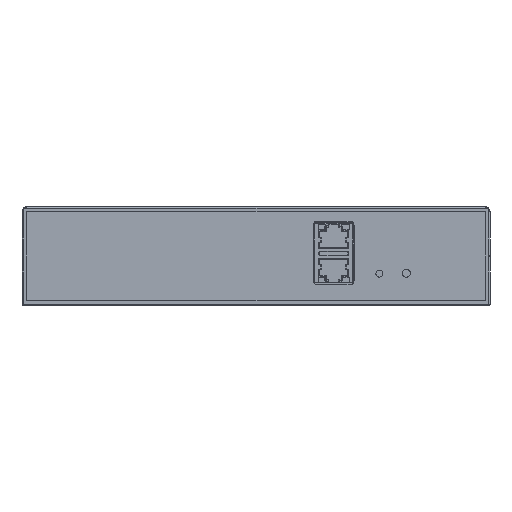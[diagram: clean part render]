
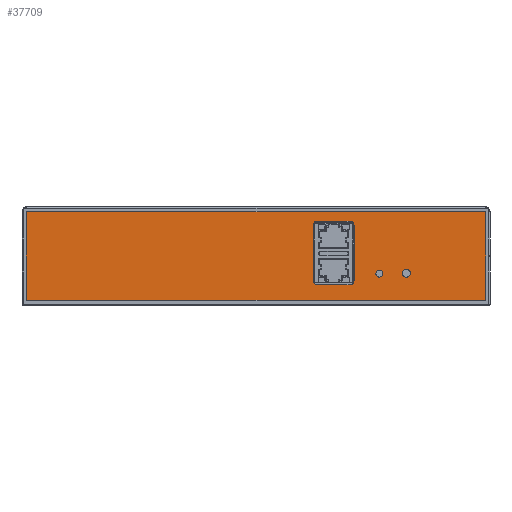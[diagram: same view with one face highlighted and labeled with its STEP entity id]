
A CAD part, front view. The second image highlights one B-rep face of the part: STEP entity #37709.
In plain terms, the highlighted planar face has unit normal (0, -1, 0).
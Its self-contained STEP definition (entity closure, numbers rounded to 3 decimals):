
#310=FACE_BOUND('',#13778,.T.);
#311=FACE_BOUND('',#13779,.T.);
#312=FACE_BOUND('',#13780,.T.);
#4078=LINE('',#58992,#8619);
#4261=LINE('',#59588,#8802);
#4277=LINE('',#59628,#8818);
#4857=LINE('',#61700,#9398);
#5124=LINE('',#62967,#9665);
#5128=LINE('',#62986,#9669);
#5132=LINE('',#62996,#9673);
#5134=LINE('',#63021,#9675);
#8619=VECTOR('',#47431,10.);
#8802=VECTOR('',#47984,10.);
#8818=VECTOR('',#48012,10.);
#9398=VECTOR('',#49516,10.);
#9665=VECTOR('',#50061,10.);
#9669=VECTOR('',#50083,10.);
#9673=VECTOR('',#50095,10.);
#9675=VECTOR('',#50111,10.);
#11684=FACE_OUTER_BOUND('',#13777,.T.);
#13777=EDGE_LOOP('',(#33802,#33803,#33804,#33805,#33806,#33807,#33808,#33809));
#13778=EDGE_LOOP('',(#33810,#33811,#33812,#33813,#33814,#33815,#33816,#33817));
#13779=EDGE_LOOP('',(#33818));
#13780=EDGE_LOOP('',(#33819));
#14372=CIRCLE('',#39754,1.7);
#14494=CIRCLE('',#40113,1.7);
#14547=CIRCLE('',#40347,2.);
#14549=CIRCLE('',#40351,2.);
#14550=CIRCLE('',#40354,1.5);
#14552=CIRCLE('',#40357,1.7);
#14554=CIRCLE('',#40360,1.7);
#14555=CIRCLE('',#40363,1.7);
#14556=CIRCLE('',#40367,2.);
#14558=CIRCLE('',#40370,2.);
#17055=VERTEX_POINT('',#58989);
#17056=VERTEX_POINT('',#58991);
#17203=VERTEX_POINT('',#59585);
#17204=VERTEX_POINT('',#59587);
#17221=VERTEX_POINT('',#59625);
#17222=VERTEX_POINT('',#59627);
#17656=VERTEX_POINT('',#61696);
#17658=VERTEX_POINT('',#61699);
#17876=VERTEX_POINT('',#62931);
#17877=VERTEX_POINT('',#62933);
#17880=VERTEX_POINT('',#62944);
#17881=VERTEX_POINT('',#62946);
#17883=VERTEX_POINT('',#62965);
#17884=VERTEX_POINT('',#62969);
#17886=VERTEX_POINT('',#62975);
#17888=VERTEX_POINT('',#62981);
#17889=VERTEX_POINT('',#62985);
#17891=VERTEX_POINT('',#62995);
#21839=EDGE_CURVE('',#17056,#17055,#4078,.T.);
#22102=EDGE_CURVE('',#17204,#17203,#4261,.T.);
#22120=EDGE_CURVE('',#17222,#17221,#4277,.T.);
#22125=EDGE_CURVE('',#17056,#17221,#14372,.T.);
#22734=EDGE_CURVE('',#17222,#17203,#14494,.T.);
#22870=EDGE_CURVE('',#17656,#17658,#4857,.T.);
#23199=EDGE_CURVE('',#17876,#17877,#14547,.T.);
#23206=EDGE_CURVE('',#17880,#17881,#14549,.T.);
#23210=EDGE_CURVE('',#17883,#17880,#5124,.T.);
#23211=EDGE_CURVE('',#17884,#17884,#14550,.T.);
#23214=EDGE_CURVE('',#17886,#17886,#14552,.T.);
#23217=EDGE_CURVE('',#17204,#17888,#14554,.T.);
#23219=EDGE_CURVE('',#17889,#17888,#5128,.T.);
#23221=EDGE_CURVE('',#17889,#17055,#14555,.T.);
#23224=EDGE_CURVE('',#17877,#17891,#5132,.T.);
#23227=EDGE_CURVE('',#17658,#17883,#14556,.T.);
#23229=EDGE_CURVE('',#17891,#17656,#14558,.T.);
#23231=EDGE_CURVE('',#17881,#17876,#5134,.T.);
#33802=ORIENTED_EDGE('',*,*,#23206,.F.);
#33803=ORIENTED_EDGE('',*,*,#23210,.F.);
#33804=ORIENTED_EDGE('',*,*,#23227,.F.);
#33805=ORIENTED_EDGE('',*,*,#22870,.F.);
#33806=ORIENTED_EDGE('',*,*,#23229,.F.);
#33807=ORIENTED_EDGE('',*,*,#23224,.F.);
#33808=ORIENTED_EDGE('',*,*,#23199,.F.);
#33809=ORIENTED_EDGE('',*,*,#23231,.F.);
#33810=ORIENTED_EDGE('',*,*,#23219,.T.);
#33811=ORIENTED_EDGE('',*,*,#23217,.F.);
#33812=ORIENTED_EDGE('',*,*,#22102,.T.);
#33813=ORIENTED_EDGE('',*,*,#22734,.F.);
#33814=ORIENTED_EDGE('',*,*,#22120,.T.);
#33815=ORIENTED_EDGE('',*,*,#22125,.F.);
#33816=ORIENTED_EDGE('',*,*,#21839,.T.);
#33817=ORIENTED_EDGE('',*,*,#23221,.F.);
#33818=ORIENTED_EDGE('',*,*,#23211,.T.);
#33819=ORIENTED_EDGE('',*,*,#23214,.T.);
#35750=PLANE('',#40372);
#37709=ADVANCED_FACE('',(#11684,#310,#311,#312),#35750,.F.);
#39754=AXIS2_PLACEMENT_3D('',#59640,#48019,#48020);
#40113=AXIS2_PLACEMENT_3D('',#61424,#49207,#49208);
#40347=AXIS2_PLACEMENT_3D('',#62934,#50042,#50043);
#40351=AXIS2_PLACEMENT_3D('',#62947,#50055,#50056);
#40354=AXIS2_PLACEMENT_3D('',#62970,#50064,#50065);
#40357=AXIS2_PLACEMENT_3D('',#62976,#50071,#50072);
#40360=AXIS2_PLACEMENT_3D('',#62982,#50078,#50079);
#40363=AXIS2_PLACEMENT_3D('',#62989,#50087,#50088);
#40367=AXIS2_PLACEMENT_3D('',#63007,#50099,#50100);
#40370=AXIS2_PLACEMENT_3D('',#63010,#50105,#50106);
#40372=AXIS2_PLACEMENT_3D('',#63020,#50109,#50110);
#47431=DIRECTION('',(0.,0.,1.));
#47984=DIRECTION('',(0.,0.,-1.));
#48012=DIRECTION('',(-1.,0.,0.));
#48019=DIRECTION('center_axis',(0.,-1.,0.));
#48020=DIRECTION('ref_axis',(-0.707,0.,-0.707));
#49207=DIRECTION('center_axis',(0.,-1.,0.));
#49208=DIRECTION('ref_axis',(0.707,0.,-0.707));
#49516=DIRECTION('',(1.,0.,0.));
#50042=DIRECTION('center_axis',(0.,1.,0.));
#50043=DIRECTION('ref_axis',(-0.707,0.,-0.707));
#50055=DIRECTION('center_axis',(0.,1.,0.));
#50056=DIRECTION('ref_axis',(0.707,0.,-0.707));
#50061=DIRECTION('',(0.,0.,-1.));
#50064=DIRECTION('center_axis',(0.,1.,0.));
#50065=DIRECTION('ref_axis',(1.,0.,0.));
#50071=DIRECTION('center_axis',(0.,1.,0.));
#50072=DIRECTION('ref_axis',(1.,0.,0.));
#50078=DIRECTION('center_axis',(0.,-1.,0.));
#50079=DIRECTION('ref_axis',(0.707,0.,0.707));
#50083=DIRECTION('',(1.,0.,0.));
#50087=DIRECTION('center_axis',(0.,-1.,0.));
#50088=DIRECTION('ref_axis',(-0.707,0.,0.707));
#50095=DIRECTION('',(0.,0.,1.));
#50099=DIRECTION('center_axis',(0.,1.,0.));
#50100=DIRECTION('ref_axis',(0.707,0.,0.707));
#50105=DIRECTION('center_axis',(0.,1.,0.));
#50106=DIRECTION('ref_axis',(-0.707,0.,0.707));
#50109=DIRECTION('center_axis',(0.,1.,0.));
#50110=DIRECTION('ref_axis',(1.,0.,0.));
#50111=DIRECTION('',(-1.,0.,0.));
#58989=CARTESIAN_POINT('',(24.5,-58.996,34.245));
#58991=CARTESIAN_POINT('',(24.5,-58.996,10.345));
#58992=CARTESIAN_POINT('',(24.5,-58.996,14.823));
#59585=CARTESIAN_POINT('',(41.9,-58.996,10.345));
#59587=CARTESIAN_POINT('',(41.9,-58.996,34.245));
#59588=CARTESIAN_POINT('',(41.9,-58.996,28.473));
#59625=CARTESIAN_POINT('',(26.2,-58.996,8.645));
#59627=CARTESIAN_POINT('',(40.2,-58.996,8.645));
#59628=CARTESIAN_POINT('',(20.95,-58.996,8.645));
#59640=CARTESIAN_POINT('Origin',(26.2,-58.996,10.345));
#61424=CARTESIAN_POINT('Origin',(40.2,-58.996,10.345));
#61696=CARTESIAN_POINT('',(-97.,-58.996,41.3));
#61699=CARTESIAN_POINT('',(97.,-58.996,41.3));
#61700=CARTESIAN_POINT('',(-99.,-58.996,41.3));
#62931=CARTESIAN_POINT('',(-97.,-58.996,0.7));
#62933=CARTESIAN_POINT('',(-99.,-58.996,2.7));
#62934=CARTESIAN_POINT('Origin',(-97.,-58.996,2.7));
#62944=CARTESIAN_POINT('',(99.,-58.996,2.7));
#62946=CARTESIAN_POINT('',(97.,-58.996,0.7));
#62947=CARTESIAN_POINT('Origin',(97.,-58.996,2.7));
#62965=CARTESIAN_POINT('',(99.,-58.996,39.3));
#62967=CARTESIAN_POINT('',(99.,-58.996,41.3));
#62969=CARTESIAN_POINT('',(51.216,-58.996,13.46));
#62970=CARTESIAN_POINT('Origin',(52.716,-58.996,13.46));
#62975=CARTESIAN_POINT('',(62.55,-58.996,13.65));
#62976=CARTESIAN_POINT('Origin',(64.25,-58.996,13.65));
#62981=CARTESIAN_POINT('',(40.2,-58.996,35.945));
#62982=CARTESIAN_POINT('Origin',(40.2,-58.996,34.245));
#62985=CARTESIAN_POINT('',(26.2,-58.996,35.945));
#62986=CARTESIAN_POINT('',(12.25,-58.996,35.945));
#62989=CARTESIAN_POINT('Origin',(26.2,-58.996,34.245));
#62995=CARTESIAN_POINT('',(-99.,-58.996,39.3));
#62996=CARTESIAN_POINT('',(-99.,-58.996,0.7));
#63007=CARTESIAN_POINT('Origin',(97.,-58.996,39.3));
#63010=CARTESIAN_POINT('Origin',(-97.,-58.996,39.3));
#63020=CARTESIAN_POINT('Origin',(0.,-58.996,
21.));
#63021=CARTESIAN_POINT('',(0.,-58.996,0.7));
